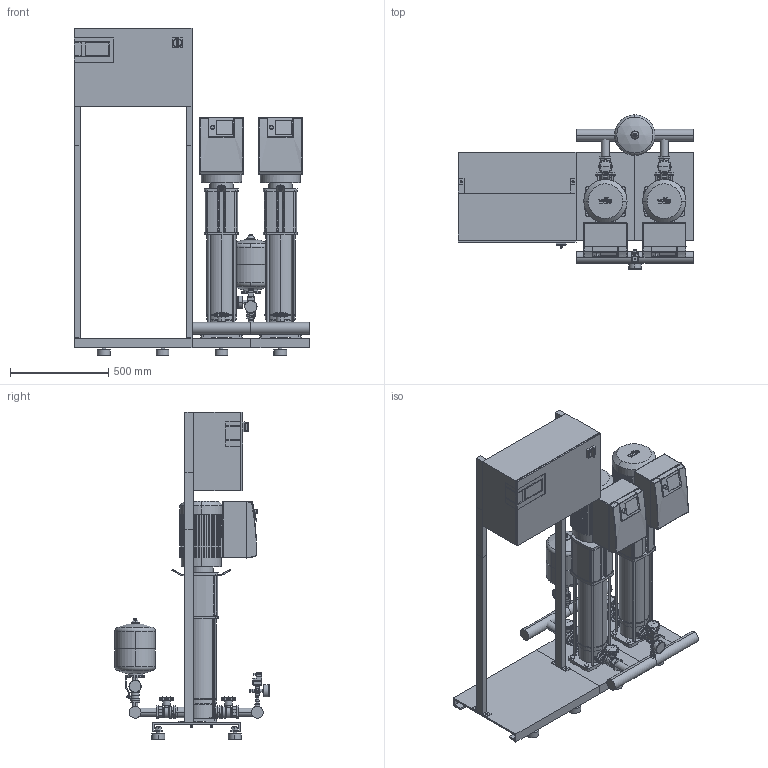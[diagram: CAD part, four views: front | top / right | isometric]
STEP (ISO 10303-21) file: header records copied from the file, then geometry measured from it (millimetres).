
FILE_DESCRIPTION((''),'2;1');
FILE_NAME('3d_COR-2HELIXVE611_K_CCE-01-2536359.stp','2015-10-02T14:55:47',(''),(''),'Mechanical Desktop 2009','Mechanical Desktop 2009',', , ');
FILE_SCHEMA(('CONFIG_CONTROL_DESIGN'));
Length unit declared in the file: millimetre
Products named in the file (1): Product
Bounding box: 1200 x 786 x 1670 mm (x, y, z)
Volume: 156297475.6 mm3; surface area: 7726381.2 mm2
Topology: 117 solids, 117 shells, 3729 faces, 9625 edges, 6269 vertices
Faces by surface type: plane 1710, bspline 900, cylinder 890, cone 121, torus 72, sphere 36
Entity records: 120899 total; most frequent: CARTESIAN_POINT 30179, ORIENTED_EDGE 19166, DIRECTION 17630, EDGE_CURVE 9583, VECTOR 6476, LINE 6476, VERTEX_POINT 6263, AXIS2_PLACEMENT_3D 5577
